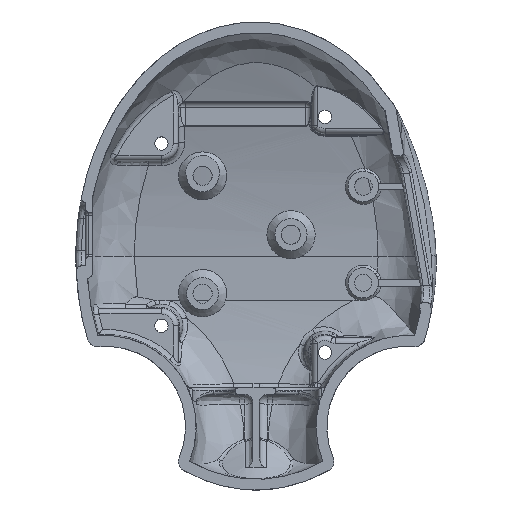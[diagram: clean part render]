
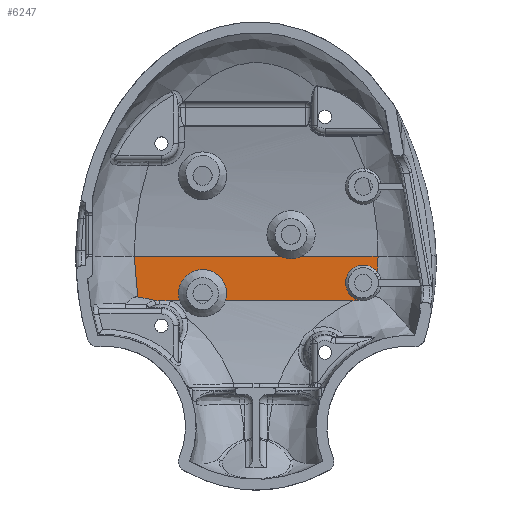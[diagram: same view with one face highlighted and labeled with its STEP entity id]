
A CAD part, top view. The second image highlights one B-rep face of the part: STEP entity #6247.
In plain terms, the highlighted planar face has unit normal (0, 0, 1).
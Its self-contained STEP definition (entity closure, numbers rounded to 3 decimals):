
#381=B_SPLINE_CURVE_WITH_KNOTS('',3,(#9254,#9255,#9256,#9257),
 .UNSPECIFIED.,.F.,.F.,(4,4),(0.017,0.017),
 .UNSPECIFIED.);
#456=B_SPLINE_CURVE_WITH_KNOTS('',3,(#10635,#10636,#10637,#10638,#10639,
#10640),.UNSPECIFIED.,.F.,.F.,(4,2,4),(1.534,1.589,
1.722),.UNSPECIFIED.);
#514=B_SPLINE_CURVE_WITH_KNOTS('',3,(#11509,#11510,#11511,#11512),
 .UNSPECIFIED.,.F.,.F.,(4,4),(0.,0.),.UNSPECIFIED.);
#590=B_SPLINE_CURVE_WITH_KNOTS('',3,(#13144,#13145,#13146,#13147),
 .UNSPECIFIED.,.F.,.F.,(4,4),(0.,0.072),.UNSPECIFIED.);
#591=B_SPLINE_CURVE_WITH_KNOTS('',3,(#13190,#13191,#13192,#13193,#13194,
#13195),.UNSPECIFIED.,.F.,.F.,(4,2,4),(0.072,0.09,
0.227),.UNSPECIFIED.);
#593=B_SPLINE_CURVE_WITH_KNOTS('',3,(#13232,#13233,#13234,#13235),
 .UNSPECIFIED.,.F.,.F.,(4,4),(21.849,22.683),
 .UNSPECIFIED.);
#761=B_SPLINE_CURVE_WITH_KNOTS('',3,(#17379,#17380,#17381,#17382),
 .UNSPECIFIED.,.F.,.F.,(4,4),(13.053,13.38),
 .UNSPECIFIED.);
#762=B_SPLINE_CURVE_WITH_KNOTS('',3,(#17385,#17386,#17387,#17388,#17389,
#17390),.UNSPECIFIED.,.F.,.F.,(4,2,4),(0.203,0.295,
0.406),.UNSPECIFIED.);
#763=B_SPLINE_CURVE_WITH_KNOTS('',3,(#17391,#17392,#17393,#17394,#17395,
#17396),.UNSPECIFIED.,.F.,.F.,(4,2,4),(0.,0.187,0.203),
 .UNSPECIFIED.);
#868=PLANE('',#6759);
#1218=FACE_OUTER_BOUND('',#1620,.T.);
#1620=EDGE_LOOP('',(#5532,#5533,#5534,#5535,#5536,#5537,#5538,#5539,#5540,
#5541,#5542,#5543,#5544,#5545,#5546,#5547,#5548));
#1767=LINE('',#13168,#1929);
#1785=LINE('',#14481,#1947);
#1786=LINE('',#14502,#1948);
#1837=LINE('',#17119,#1999);
#1838=LINE('',#17139,#2000);
#1929=VECTOR('',#7267,10.);
#1947=VECTOR('',#7409,10.);
#1948=VECTOR('',#7410,10.);
#1999=VECTOR('',#7791,10.);
#2000=VECTOR('',#7792,10.);
#2283=CIRCLE('',#6758,3.315);
#2284=CIRCLE('',#6760,4.49);
#2285=CIRCLE('',#6761,4.49);
#2420=VERTEX_POINT('',#9179);
#2421=VERTEX_POINT('',#9253);
#2507=VERTEX_POINT('',#10590);
#2508=VERTEX_POINT('',#10634);
#2576=VERTEX_POINT('',#11503);
#2577=VERTEX_POINT('',#11508);
#2612=VERTEX_POINT('',#11997);
#2653=VERTEX_POINT('',#12979);
#2659=VERTEX_POINT('',#13142);
#2661=VERTEX_POINT('',#13189);
#2730=VERTEX_POINT('',#14480);
#2731=VERTEX_POINT('',#14482);
#2851=VERTEX_POINT('',#17118);
#2852=VERTEX_POINT('',#17120);
#2860=VERTEX_POINT('',#17312);
#2861=VERTEX_POINT('',#17384);
#2862=VERTEX_POINT('',#17397);
#3042=EDGE_CURVE('',#2421,#2420,#381,.F.);
#3159=EDGE_CURVE('',#2508,#2507,#456,.F.);
#3255=EDGE_CURVE('',#2577,#2576,#514,.F.);
#3397=EDGE_CURVE('',#2659,#2612,#590,.T.);
#3398=EDGE_CURVE('',#2659,#2653,#1767,.F.);
#3401=EDGE_CURVE('',#2612,#2661,#591,.T.);
#3403=EDGE_CURVE('',#2661,#2420,#593,.T.);
#3518=EDGE_CURVE('',#2730,#2421,#1785,.F.);
#3520=EDGE_CURVE('',#2576,#2731,#1786,.F.);
#3760=EDGE_CURVE('',#2851,#2508,#1837,.F.);
#3762=EDGE_CURVE('',#2653,#2852,#1838,.F.);
#3779=EDGE_CURVE('',#2507,#2860,#2283,.T.);
#3782=EDGE_CURVE('',#2577,#2860,#761,.T.);
#3783=EDGE_CURVE('',#2861,#2731,#762,.T.);
#3784=EDGE_CURVE('',#2730,#2861,#763,.T.);
#3785=EDGE_CURVE('',#2852,#2862,#2284,.T.);
#3786=EDGE_CURVE('',#2862,#2851,#2285,.T.);
#5532=ORIENTED_EDGE('',*,*,#3779,.T.);
#5533=ORIENTED_EDGE('',*,*,#3782,.F.);
#5534=ORIENTED_EDGE('',*,*,#3255,.T.);
#5535=ORIENTED_EDGE('',*,*,#3520,.T.);
#5536=ORIENTED_EDGE('',*,*,#3783,.F.);
#5537=ORIENTED_EDGE('',*,*,#3784,.F.);
#5538=ORIENTED_EDGE('',*,*,#3518,.T.);
#5539=ORIENTED_EDGE('',*,*,#3042,.T.);
#5540=ORIENTED_EDGE('',*,*,#3403,.F.);
#5541=ORIENTED_EDGE('',*,*,#3401,.F.);
#5542=ORIENTED_EDGE('',*,*,#3397,.F.);
#5543=ORIENTED_EDGE('',*,*,#3398,.T.);
#5544=ORIENTED_EDGE('',*,*,#3762,.T.);
#5545=ORIENTED_EDGE('',*,*,#3785,.T.);
#5546=ORIENTED_EDGE('',*,*,#3786,.T.);
#5547=ORIENTED_EDGE('',*,*,#3760,.T.);
#5548=ORIENTED_EDGE('',*,*,#3159,.T.);
#6247=ADVANCED_FACE('',(#1218),#868,.F.);
#6758=AXIS2_PLACEMENT_3D('',#17314,#7811,#7812);
#6759=AXIS2_PLACEMENT_3D('',#17383,#7813,#7814);
#6760=AXIS2_PLACEMENT_3D('',#17398,#7815,#7816);
#6761=AXIS2_PLACEMENT_3D('',#17399,#7817,#7818);
#7267=DIRECTION('',(-1.,0.,0.));
#7409=DIRECTION('',(1.,0.,0.));
#7410=DIRECTION('',(1.,0.,0.));
#7791=DIRECTION('',(-1.,0.,0.));
#7792=DIRECTION('',(-1.,0.,0.));
#7811=DIRECTION('center_axis',(0.,0.,-1.));
#7812=DIRECTION('ref_axis',(0.,1.,0.));
#7813=DIRECTION('center_axis',(0.,0.,-1.));
#7814=DIRECTION('ref_axis',(1.,0.,0.));
#7815=DIRECTION('center_axis',(0.,0.,-1.));
#7816=DIRECTION('ref_axis',(1.,0.,0.));
#7817=DIRECTION('center_axis',(0.,0.,-1.));
#7818=DIRECTION('ref_axis',(1.,0.,0.));
#9179=CARTESIAN_POINT('',(-22.75,-0.038,2.));
#9253=CARTESIAN_POINT('',(-22.748,-0.038,2.));
#9254=CARTESIAN_POINT('Ctrl Pts',(-22.75,-0.038,2.));
#9255=CARTESIAN_POINT('Ctrl Pts',(-22.749,-0.038,
2.));
#9256=CARTESIAN_POINT('Ctrl Pts',(-22.749,-0.038,
2.));
#9257=CARTESIAN_POINT('Ctrl Pts',(-22.748,-0.038,
2.));
#10590=CARTESIAN_POINT('',(19.13,-8.199,2.));
#10634=CARTESIAN_POINT('',(18.045,-8.334,2.));
#10635=CARTESIAN_POINT('Ctrl Pts',(19.13,-8.199,2.));
#10636=CARTESIAN_POINT('Ctrl Pts',(19.009,-8.221,2.));
#10637=CARTESIAN_POINT('Ctrl Pts',(18.891,-8.242,2.));
#10638=CARTESIAN_POINT('Ctrl Pts',(18.518,-8.302,2.));
#10639=CARTESIAN_POINT('Ctrl Pts',(18.257,-8.334,2.));
#10640=CARTESIAN_POINT('Ctrl Pts',(18.045,-8.334,2.));
#11503=CARTESIAN_POINT('',(22.748,-0.038,2.));
#11508=CARTESIAN_POINT('',(22.75,-0.038,2.));
#11509=CARTESIAN_POINT('Ctrl Pts',(22.748,-0.038,
2.));
#11510=CARTESIAN_POINT('Ctrl Pts',(22.749,-0.038,
2.));
#11511=CARTESIAN_POINT('Ctrl Pts',(22.749,-0.038,
2.));
#11512=CARTESIAN_POINT('Ctrl Pts',(22.75,-0.038,
2.));
#11997=CARTESIAN_POINT('',(-18.976,-8.227,2.));
#12979=CARTESIAN_POINT('',(-16.008,-8.334,2.));
#13142=CARTESIAN_POINT('',(-18.045,-8.334,2.));
#13144=CARTESIAN_POINT('Ctrl Pts',(-18.045,-8.334,
2.));
#13145=CARTESIAN_POINT('Ctrl Pts',(-18.412,-8.334,
2.));
#13146=CARTESIAN_POINT('Ctrl Pts',(-18.696,-8.276,
2.));
#13147=CARTESIAN_POINT('Ctrl Pts',(-18.976,-8.227,2.));
#13168=CARTESIAN_POINT('',(0.,-8.334,2.));
#13189=CARTESIAN_POINT('',(-22.111,-7.596,2.));
#13190=CARTESIAN_POINT('Ctrl Pts',(-18.976,-8.227,2.));
#13191=CARTESIAN_POINT('Ctrl Pts',(-19.063,-8.212,
2.));
#13192=CARTESIAN_POINT('Ctrl Pts',(-19.152,-8.195,2.));
#13193=CARTESIAN_POINT('Ctrl Pts',(-19.985,-8.037,
2.));
#13194=CARTESIAN_POINT('Ctrl Pts',(-20.971,-7.81,
2.));
#13195=CARTESIAN_POINT('Ctrl Pts',(-22.111,-7.596,
2.));
#13232=CARTESIAN_POINT('Ctrl Pts',(-22.112,-7.596,
2.));
#13233=CARTESIAN_POINT('Ctrl Pts',(-22.538,-5.102,
2.));
#13234=CARTESIAN_POINT('Ctrl Pts',(-22.748,-2.57,
2.));
#13235=CARTESIAN_POINT('Ctrl Pts',(-22.75,-0.038,
2.));
#14480=CARTESIAN_POINT('',(4.541,-0.038,2.));
#14481=CARTESIAN_POINT('',(0.,-0.038,2.));
#14482=CARTESIAN_POINT('',(8.459,-0.038,2.));
#14502=CARTESIAN_POINT('',(0.,-0.038,2.));
#17118=CARTESIAN_POINT('',(-5.713,-8.334,2.));
#17119=CARTESIAN_POINT('',(0.,-8.334,2.));
#17120=CARTESIAN_POINT('',(-14.287,-8.334,2.));
#17139=CARTESIAN_POINT('',(0.,-8.334,2.));
#17312=CARTESIAN_POINT('',(22.651,-3.009,2.));
#17314=CARTESIAN_POINT('Origin',(20.,-5.,2.));
#17379=CARTESIAN_POINT('Ctrl Pts',(22.75,-0.038,
2.));
#17380=CARTESIAN_POINT('Ctrl Pts',(22.749,-1.029,2.));
#17381=CARTESIAN_POINT('Ctrl Pts',(22.716,-2.021,2.));
#17382=CARTESIAN_POINT('Ctrl Pts',(22.651,-3.009,2.));
#17383=CARTESIAN_POINT('Origin',(0.,-0.299,
2.));
#17384=CARTESIAN_POINT('',(6.5,-0.473,2.));
#17385=CARTESIAN_POINT('Ctrl Pts',(6.5,-0.473,
2.));
#17386=CARTESIAN_POINT('Ctrl Pts',(6.806,-0.473,
2.));
#17387=CARTESIAN_POINT('Ctrl Pts',(7.112,-0.442,
2.));
#17388=CARTESIAN_POINT('Ctrl Pts',(7.774,-0.309,
2.));
#17389=CARTESIAN_POINT('Ctrl Pts',(8.125,-0.194,
2.));
#17390=CARTESIAN_POINT('Ctrl Pts',(8.459,-0.038,
2.));
#17391=CARTESIAN_POINT('Ctrl Pts',(4.541,-0.038,
2.));
#17392=CARTESIAN_POINT('Ctrl Pts',(5.104,-0.301,
2.));
#17393=CARTESIAN_POINT('Ctrl Pts',(5.714,-0.448,2.));
#17394=CARTESIAN_POINT('Ctrl Pts',(6.39,-0.472,
2.));
#17395=CARTESIAN_POINT('Ctrl Pts',(6.445,-0.473,2.));
#17396=CARTESIAN_POINT('Ctrl Pts',(6.5,-0.473,2.));
#17397=CARTESIAN_POINT('',(-14.49,-7.,2.));
#17398=CARTESIAN_POINT('Origin',(-10.,-7.,2.));
#17399=CARTESIAN_POINT('Origin',(-10.,-7.,2.));
